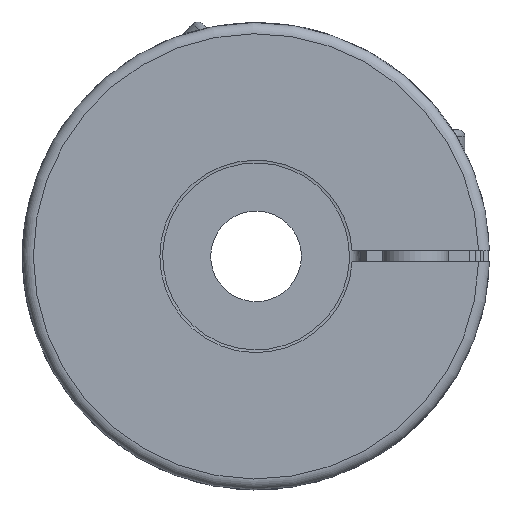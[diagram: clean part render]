
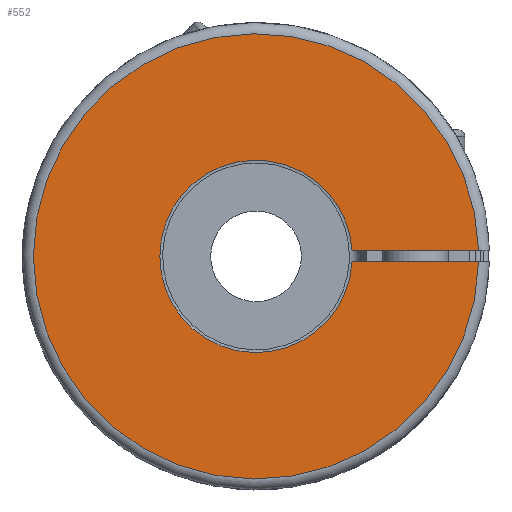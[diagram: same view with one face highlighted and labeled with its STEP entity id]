
A CAD part, left-side view. The second image highlights one B-rep face of the part: STEP entity #552.
In plain terms, the highlighted planar face has unit normal (-1, 0, 0).
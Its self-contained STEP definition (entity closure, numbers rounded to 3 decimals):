
#552 = ADVANCED_FACE( '', ( #1221 ), #1222, .T. );
#1221 = FACE_OUTER_BOUND( '', #1990, .T. );
#1222 = PLANE( '', #1991 );
#1990 = EDGE_LOOP( '', ( #3585, #3586, #3587, #3588 ) );
#1991 = AXIS2_PLACEMENT_3D( '', #3589, #3590, #3591 );
#3585 = ORIENTED_EDGE( '', *, *, #5065, .T. );
#3586 = ORIENTED_EDGE( '', *, *, #4704, .F. );
#3587 = ORIENTED_EDGE( '', *, *, #5066, .T. );
#3588 = ORIENTED_EDGE( '', *, *, #5067, .T. );
#3589 = CARTESIAN_POINT( '', ( 0., 0., 9. ) );
#3590 = DIRECTION( '', ( -1., 0., 0. ) );
#3591 = DIRECTION( '', ( 0., 0., 1. ) );
#4704 = EDGE_CURVE( '', #5762, #5763, #5764, .T. );
#5065 = EDGE_CURVE( '', #6278, #5763, #6279, .T. );
#5066 = EDGE_CURVE( '', #5762, #6280, #6281, .T. );
#5067 = EDGE_CURVE( '', #6280, #6278, #6282, .T. );
#5762 = VERTEX_POINT( '', #7359 );
#5763 = VERTEX_POINT( '', #7360 );
#5764 = CIRCLE( '', #7361, 17.5 );
#6278 = VERTEX_POINT( '', #8615 );
#6279 = LINE( '', #8616, #8617 );
#6280 = VERTEX_POINT( '', #8618 );
#6281 = LINE( '', #8619, #8620 );
#6282 = CIRCLE( '', #8621, 40.5 );
#7359 = CARTESIAN_POINT( '', ( 0., -17.471, 1. ) );
#7360 = CARTESIAN_POINT( '', ( 0., -17.471, -1. ) );
#7361 = AXIS2_PLACEMENT_3D( '', #9512, #9513, #9514 );
#8615 = CARTESIAN_POINT( '', ( 0., -40.488, -1. ) );
#8616 = CARTESIAN_POINT( '', ( 0., -47.052, -1. ) );
#8617 = VECTOR( '', #9918, 1000. );
#8618 = CARTESIAN_POINT( '', ( 0., -40.488, 1. ) );
#8619 = CARTESIAN_POINT( '', ( 0., -5.247, 1. ) );
#8620 = VECTOR( '', #9919, 1000. );
#8621 = AXIS2_PLACEMENT_3D( '', #9920, #9921, #9922 );
#9512 = CARTESIAN_POINT( '', ( 0., 0., 0. ) );
#9513 = DIRECTION( '', ( -1., 0., 0. ) );
#9514 = DIRECTION( '', ( 0., 0., 1. ) );
#9918 = DIRECTION( '', ( 0., 1., 0. ) );
#9919 = DIRECTION( '', ( 0., -1., 0. ) );
#9920 = CARTESIAN_POINT( '', ( 0., 0., 0. ) );
#9921 = DIRECTION( '', ( -1., 0., 0. ) );
#9922 = DIRECTION( '', ( 0., 0., 1. ) );
